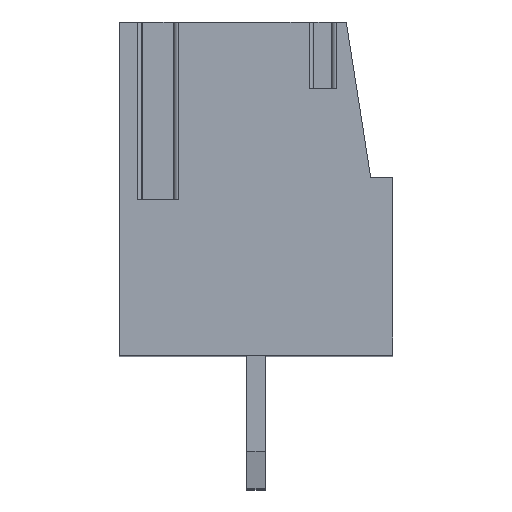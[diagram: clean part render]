
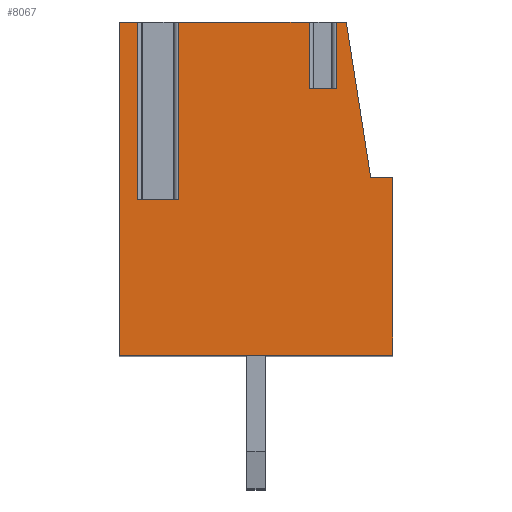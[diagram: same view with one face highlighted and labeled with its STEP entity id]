
A CAD part, top view. The second image highlights one B-rep face of the part: STEP entity #8067.
In plain terms, the highlighted planar face has unit normal (0, 0, 1).
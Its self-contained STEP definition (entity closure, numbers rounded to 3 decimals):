
#2291=DIRECTION('',(0.,1.,0.));
#2292=VECTOR('',#2291,1.8);
#2293=CARTESIAN_POINT('',(1.436,2.4,1.75));
#2294=LINE('',#2293,#2292);
#2295=DIRECTION('',(0.,1.,0.));
#2296=VECTOR('',#2295,1.8);
#2297=CARTESIAN_POINT('',(2.164,2.4,1.75));
#2298=LINE('',#2297,#2296);
#2299=DIRECTION('',(-1.,0.,0.));
#2300=VECTOR('',#2299,0.276);
#2301=CARTESIAN_POINT('',(2.44,4.2,1.75));
#2302=LINE('',#2301,#2300);
#2303=DIRECTION('',(-0.155,0.988,0.));
#2304=VECTOR('',#2303,4.252);
#2305=CARTESIAN_POINT('',(3.1,0.,1.75));
#2306=LINE('',#2305,#2304);
#2307=DIRECTION('',(-1.,0.,0.));
#2308=VECTOR('',#2307,0.6);
#2309=CARTESIAN_POINT('',(3.7,0.,1.75));
#2310=LINE('',#2309,#2308);
#2311=DIRECTION('',(0.,1.,0.));
#2312=VECTOR('',#2311,4.8);
#2313=CARTESIAN_POINT('',(3.7,-4.8,1.75));
#2314=LINE('',#2313,#2312);
#2315=DIRECTION('',(1.,0.,0.));
#2316=VECTOR('',#2315,7.4);
#2317=CARTESIAN_POINT('',(-3.7,-4.8,1.75));
#2318=LINE('',#2317,#2316);
#2319=DIRECTION('',(0.,-1.,0.));
#2320=VECTOR('',#2319,9.);
#2321=CARTESIAN_POINT('',(-3.7,4.2,1.75));
#2322=LINE('',#2321,#2320);
#2323=DIRECTION('',(-1.,0.,0.));
#2324=VECTOR('',#2323,0.504);
#2325=CARTESIAN_POINT('',(-3.196,4.2,1.75));
#2326=LINE('',#2325,#2324);
#2327=DIRECTION('',(0.,1.,0.));
#2328=VECTOR('',#2327,4.8);
#2329=CARTESIAN_POINT('',(-3.196,-0.6,1.75));
#2330=LINE('',#2329,#2328);
#2331=DIRECTION('',(-1.,0.,0.));
#2332=VECTOR('',#2331,1.093);
#2333=CARTESIAN_POINT('',(-2.104,-0.6,1.75));
#2334=LINE('',#2333,#2332);
#2335=DIRECTION('',(0.,1.,0.));
#2336=VECTOR('',#2335,4.8);
#2337=CARTESIAN_POINT('',(-2.104,-0.6,1.75));
#2338=LINE('',#2337,#2336);
#2339=DIRECTION('',(-1.,0.,0.));
#2340=VECTOR('',#2339,3.54);
#2341=CARTESIAN_POINT('',(1.436,4.2,1.75));
#2342=LINE('',#2341,#2340);
#2352=DIRECTION('',(1.,0.,0.));
#2353=VECTOR('',#2352,0.728);
#2354=CARTESIAN_POINT('',(1.436,2.4,1.75));
#2355=LINE('',#2354,#2353);
#3807=CARTESIAN_POINT('',(3.7,0.,1.75));
#3808=CARTESIAN_POINT('',(3.1,0.,1.75));
#3809=VERTEX_POINT('',#3807);
#3810=VERTEX_POINT('',#3808);
#3811=CARTESIAN_POINT('',(2.44,4.2,1.75));
#3812=VERTEX_POINT('',#3811);
#3813=CARTESIAN_POINT('',(-3.7,4.2,1.75));
#3814=CARTESIAN_POINT('',(-3.7,-4.8,1.75));
#3815=VERTEX_POINT('',#3813);
#3816=VERTEX_POINT('',#3814);
#3817=CARTESIAN_POINT('',(3.7,-4.8,1.75));
#3818=VERTEX_POINT('',#3817);
#3827=CARTESIAN_POINT('',(-2.104,-0.6,1.75));
#3828=CARTESIAN_POINT('',(-3.196,-0.6,1.75));
#3829=VERTEX_POINT('',#3827);
#3830=VERTEX_POINT('',#3828);
#3831=CARTESIAN_POINT('',(-3.196,4.2,1.75));
#3832=VERTEX_POINT('',#3831);
#3833=CARTESIAN_POINT('',(-2.104,4.2,1.75));
#3834=VERTEX_POINT('',#3833);
#3839=CARTESIAN_POINT('',(1.436,4.2,1.75));
#3840=VERTEX_POINT('',#3839);
#3842=CARTESIAN_POINT('',(2.164,4.2,1.75));
#3844=VERTEX_POINT('',#3842);
#3907=CARTESIAN_POINT('',(1.436,2.4,1.75));
#3908=VERTEX_POINT('',#3907);
#3910=CARTESIAN_POINT('',(2.164,2.4,1.75));
#3912=VERTEX_POINT('',#3910);
#8036=CARTESIAN_POINT('',(0.,0.,1.75));
#8037=DIRECTION('',(0.,0.,1.));
#8038=DIRECTION('',(1.,0.,0.));
#8039=AXIS2_PLACEMENT_3D('',#8036,#8037,#8038);
#8040=PLANE('',#8039);
#8042=ORIENTED_EDGE('',*,*,#8041,.F.);
#8044=ORIENTED_EDGE('',*,*,#8043,.T.);
#8046=ORIENTED_EDGE('',*,*,#8045,.T.);
#8047=ORIENTED_EDGE('',*,*,#5040,.F.);
#8049=ORIENTED_EDGE('',*,*,#8048,.F.);
#8051=ORIENTED_EDGE('',*,*,#8050,.F.);
#8053=ORIENTED_EDGE('',*,*,#8052,.F.);
#8055=ORIENTED_EDGE('',*,*,#8054,.F.);
#8056=ORIENTED_EDGE('',*,*,#7697,.F.);
#8057=ORIENTED_EDGE('',*,*,#5064,.F.);
#8059=ORIENTED_EDGE('',*,*,#8058,.F.);
#8061=ORIENTED_EDGE('',*,*,#8060,.F.);
#8063=ORIENTED_EDGE('',*,*,#8062,.T.);
#8064=ORIENTED_EDGE('',*,*,#5052,.F.);
#8065=EDGE_LOOP('',(#8042,#8044,#8046,#8047,#8049,#8051,#8053,#8055,#8056,#8057,
#8059,#8061,#8063,#8064));
#8066=FACE_OUTER_BOUND('',#8065,.F.);
#5040=EDGE_CURVE('',#3812,#3844,#2302,.T.);
#5052=EDGE_CURVE('',#3840,#3834,#2342,.T.);
#5064=EDGE_CURVE('',#3832,#3815,#2326,.T.);
#7697=EDGE_CURVE('',#3815,#3816,#2322,.T.);
#8041=EDGE_CURVE('',#3908,#3840,#2294,.T.);
#8043=EDGE_CURVE('',#3908,#3912,#2355,.T.);
#8045=EDGE_CURVE('',#3912,#3844,#2298,.T.);
#8048=EDGE_CURVE('',#3810,#3812,#2306,.T.);
#8050=EDGE_CURVE('',#3809,#3810,#2310,.T.);
#8052=EDGE_CURVE('',#3818,#3809,#2314,.T.);
#8054=EDGE_CURVE('',#3816,#3818,#2318,.T.);
#8058=EDGE_CURVE('',#3830,#3832,#2330,.T.);
#8060=EDGE_CURVE('',#3829,#3830,#2334,.T.);
#8062=EDGE_CURVE('',#3829,#3834,#2338,.T.);
#8067=ADVANCED_FACE('',(#8066),#8040,.T.);
